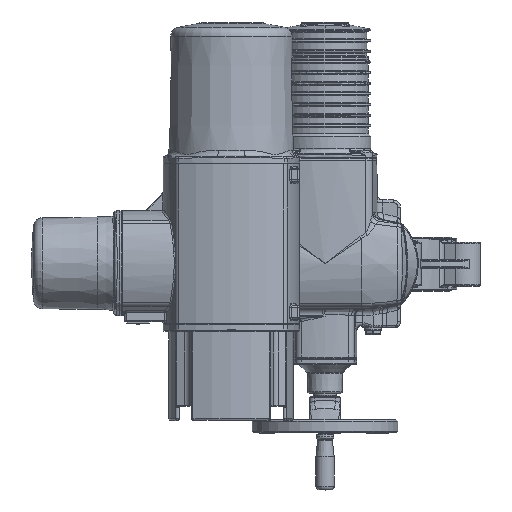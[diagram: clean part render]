
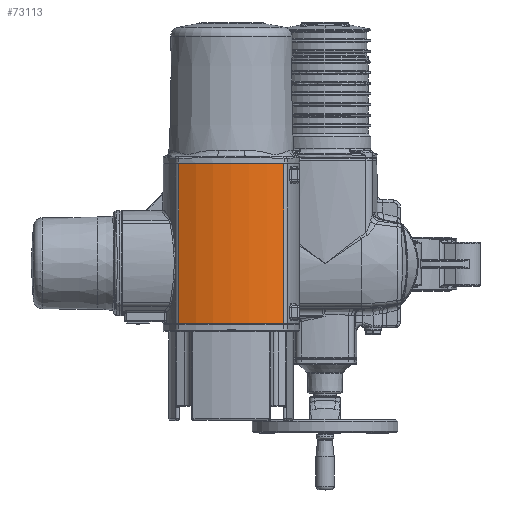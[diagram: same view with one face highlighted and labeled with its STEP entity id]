
A CAD part, top view. The second image highlights one B-rep face of the part: STEP entity #73113.
In plain terms, the highlighted cylindrical face has radius 130 mm (diameter 260 mm), a partial arc.
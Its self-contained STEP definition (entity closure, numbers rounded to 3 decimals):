
#7105=CYLINDRICAL_SURFACE('',#78799,130.);
#10688=FACE_OUTER_BOUND('',#15502,.T.);
#15502=EDGE_LOOP('',(#58957,#58958,#58959,#58960));
#19418=LINE('',#535590,#22879);
#19419=LINE('',#535593,#22880);
#22879=VECTOR('',#92524,175.2);
#22880=VECTOR('',#92527,175.2);
#25990=CIRCLE('',#78715,130.);
#26048=CIRCLE('',#78800,130.);
#31816=VERTEX_POINT('',#515912);
#31817=VERTEX_POINT('',#515914);
#31863=VERTEX_POINT('',#535589);
#31864=VERTEX_POINT('',#535591);
#41046=EDGE_CURVE('',#31817,#31816,#25990,.T.);
#41146=EDGE_CURVE('',#31863,#31816,#19418,.T.);
#41147=EDGE_CURVE('',#31863,#31864,#26048,.T.);
#41148=EDGE_CURVE('',#31864,#31817,#19419,.T.);
#58957=ORIENTED_EDGE('',*,*,#41146,.F.);
#58958=ORIENTED_EDGE('',*,*,#41147,.T.);
#58959=ORIENTED_EDGE('',*,*,#41148,.T.);
#58960=ORIENTED_EDGE('',*,*,#41046,.T.);
#73113=ADVANCED_FACE('',(#10688),#7105,.T.);
#78715=AXIS2_PLACEMENT_3D('',#515915,#92337,#92338);
#78799=AXIS2_PLACEMENT_3D('',#535588,#92522,#92523);
#78800=AXIS2_PLACEMENT_3D('',#535592,#92525,#92526);
#92337=DIRECTION('center_axis',(0.,-1.,0.));
#92338=DIRECTION('ref_axis',(-1.,0.,0.));
#92522=DIRECTION('center_axis',(0.,1.,0.));
#92523=DIRECTION('ref_axis',(-1.,0.,0.));
#92524=DIRECTION('',(0.,1.,0.));
#92525=DIRECTION('center_axis',(0.,1.,0.));
#92526=DIRECTION('ref_axis',(-1.,0.,0.));
#92527=DIRECTION('',(0.,1.,0.));
#515912=CARTESIAN_POINT('',(-200.825,109.1,622.931));
#515914=CARTESIAN_POINT('',(-85.175,109.1,622.931));
#515915=CARTESIAN_POINT('Origin',(-143.,109.1,506.5));
#535588=CARTESIAN_POINT('Origin',(-143.,-66.5,506.5));
#535589=CARTESIAN_POINT('',(-200.825,-66.1,622.931));
#535590=CARTESIAN_POINT('',(-200.825,-66.1,622.931));
#535591=CARTESIAN_POINT('',(-85.175,-66.1,622.931));
#535592=CARTESIAN_POINT('Origin',(-143.,-66.1,506.5));
#535593=CARTESIAN_POINT('',(-85.175,-66.1,622.931));
